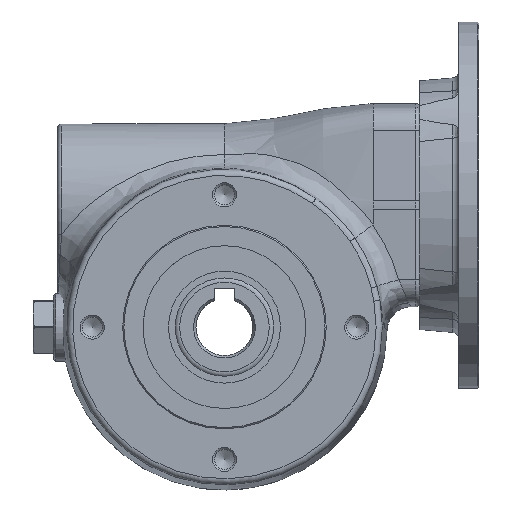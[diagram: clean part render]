
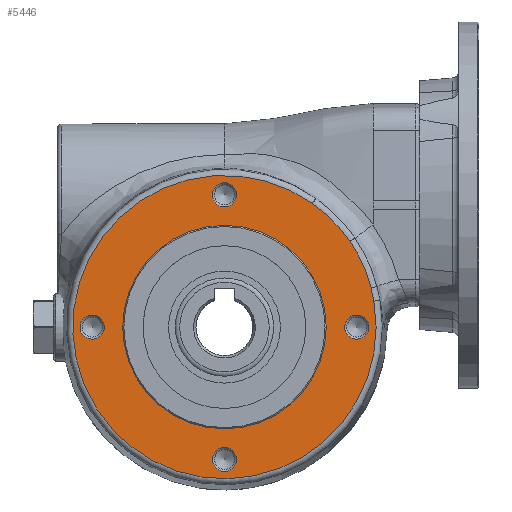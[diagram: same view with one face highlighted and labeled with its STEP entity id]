
A CAD part, top view. The second image highlights one B-rep face of the part: STEP entity #5446.
In plain terms, the highlighted planar face has unit normal (0, 0, 1).
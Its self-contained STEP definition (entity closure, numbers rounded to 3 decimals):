
#176=(
BOUNDED_CURVE()
B_SPLINE_CURVE(3,(#8243,#8244,#8245,#8246,#8247,#8248,#8249,#8250,#8251,
#8252,#8253,#8254,#8255,#8256,#8257,#8258,#8259,#8260,#8261,#8262,#8263,
#8264,#8265,#8266,#8267,#8268,#8269,#8270,#8271,#8272,#8273,#8274,#8275,
#8276,#8277,#8278,#8279,#8280,#8281,#8282),.UNSPECIFIED.,.F.,.F.)
B_SPLINE_CURVE_WITH_KNOTS((4,2,2,1,2,2,1,2,2,2,2,2,2,2,1,2,2,2,1,2,2,4),
(0.,0.001,0.002,0.003,0.004,
0.004,0.005,0.005,0.006,
0.006,0.007,0.007,0.007,
0.007,0.008,0.009,0.009,
0.01,0.011,0.012,0.012,
0.013),.UNSPECIFIED.)
CURVE()
GEOMETRIC_REPRESENTATION_ITEM()
RATIONAL_B_SPLINE_CURVE((1.,1.,1.,1.,1.,1.,1.,1.,1.,1.,1.,1.,1.,1.,1.,1.,
1.,1.,1.,1.,1.,1.,1.,1.,1.,1.,1.,1.,1.,1.,1.,1.,1.,1.,1.,1.,1.,1.,1.,1.))
REPRESENTATION_ITEM('')
);
#191=(
BOUNDED_CURVE()
B_SPLINE_CURVE(3,(#11038,#11039,#11040,#11041,#11042,#11043,#11044,#11045,
#11046,#11047,#11048),.UNSPECIFIED.,.F.,.F.)
B_SPLINE_CURVE_WITH_KNOTS((4,2,2,1,1,1,4),(0.,0.001,0.002,
0.002,0.002,0.003,0.003),
 .UNSPECIFIED.)
CURVE()
GEOMETRIC_REPRESENTATION_ITEM()
RATIONAL_B_SPLINE_CURVE((1.,1.,1.,1.,1.,1.,1.,1.,1.,1.,1.))
REPRESENTATION_ITEM('')
);
#192=(
BOUNDED_CURVE()
B_SPLINE_CURVE(3,(#11050,#11051,#11052,#11053,#11054,#11055,#11056,#11057,
#11058,#11059,#11060,#11061,#11062,#11063,#11064,#11065,#11066,#11067,#11068,
#11069,#11070,#11071),.UNSPECIFIED.,.F.,.F.)
B_SPLINE_CURVE_WITH_KNOTS((4,2,2,2,2,2,1,2,2,2,1,4),(0.,0.001,
0.002,0.003,0.004,0.005,
0.006,0.008,0.009,0.009,
0.011,0.013),.UNSPECIFIED.)
CURVE()
GEOMETRIC_REPRESENTATION_ITEM()
RATIONAL_B_SPLINE_CURVE((1.,1.,1.,1.,1.,1.,1.,1.,1.,1.,1.,1.,1.,1.,1.,1.,
1.,1.,1.,1.,1.,1.))
REPRESENTATION_ITEM('')
);
#537=CIRCLE('',#5828,37.254);
#538=CIRCLE('',#5829,2.959);
#539=CIRCLE('',#5830,2.959);
#540=CIRCLE('',#5831,2.959);
#541=CIRCLE('',#5832,2.959);
#542=CIRCLE('',#5833,25.);
#1112=ORIENTED_EDGE('',*,*,#1913,.T.);
#1113=ORIENTED_EDGE('',*,*,#2095,.T.);
#1114=ORIENTED_EDGE('',*,*,#2096,.T.);
#1115=ORIENTED_EDGE('',*,*,#2097,.T.);
#1116=ORIENTED_EDGE('',*,*,#2098,.T.);
#1117=ORIENTED_EDGE('',*,*,#2099,.T.);
#1118=ORIENTED_EDGE('',*,*,#2100,.T.);
#1119=ORIENTED_EDGE('',*,*,#2101,.T.);
#1120=ORIENTED_EDGE('',*,*,#2102,.T.);
#1913=EDGE_CURVE('',#2479,#2478,#176,.T.);
#2095=EDGE_CURVE('',#2478,#2606,#537,.T.);
#2096=EDGE_CURVE('',#2606,#2607,#191,.T.);
#2097=EDGE_CURVE('',#2607,#2479,#192,.T.);
#2098=EDGE_CURVE('',#2608,#2608,#538,.T.);
#2099=EDGE_CURVE('',#2609,#2609,#539,.T.);
#2100=EDGE_CURVE('',#2610,#2610,#540,.T.);
#2101=EDGE_CURVE('',#2611,#2611,#541,.T.);
#2102=EDGE_CURVE('',#2612,#2612,#542,.T.);
#2478=VERTEX_POINT('',#8242);
#2479=VERTEX_POINT('',#8283);
#2606=VERTEX_POINT('',#11037);
#2607=VERTEX_POINT('',#11049);
#2608=VERTEX_POINT('',#11073);
#2609=VERTEX_POINT('',#11075);
#2610=VERTEX_POINT('',#11077);
#2611=VERTEX_POINT('',#11079);
#2612=VERTEX_POINT('',#11081);
#3241=EDGE_LOOP('',(#1112,#1113,#1114,#1115));
#3242=EDGE_LOOP('',(#1116));
#3243=EDGE_LOOP('',(#1117));
#3244=EDGE_LOOP('',(#1118));
#3245=EDGE_LOOP('',(#1119));
#3246=EDGE_LOOP('',(#1120));
#3660=FACE_BOUND('',#3241,.T.);
#3661=FACE_BOUND('',#3242,.T.);
#3662=FACE_BOUND('',#3243,.T.);
#3663=FACE_BOUND('',#3244,.T.);
#3664=FACE_BOUND('',#3245,.T.);
#3665=FACE_BOUND('',#3246,.T.);
#3981=PLANE('',#5827);
#5446=ADVANCED_FACE('',(#3660,#3661,#3662,#3663,#3664,#3665),#3981,.F.);
#5827=AXIS2_PLACEMENT_3D('',#11035,#6576,#6577);
#5828=AXIS2_PLACEMENT_3D('',#11036,#6578,#6579);
#5829=AXIS2_PLACEMENT_3D('',#11072,#6580,#6581);
#5830=AXIS2_PLACEMENT_3D('',#11074,#6582,#6583);
#5831=AXIS2_PLACEMENT_3D('',#11076,#6584,#6585);
#5832=AXIS2_PLACEMENT_3D('',#11078,#6586,#6587);
#5833=AXIS2_PLACEMENT_3D('',#11080,#6588,#6589);
#6576=DIRECTION('',(0.,0.,-1.));
#6577=DIRECTION('',(0.,-1.,0.));
#6578=DIRECTION('',(0.,0.,1.));
#6579=DIRECTION('',(0.,-1.,0.));
#6580=DIRECTION('',(0.,0.,-1.));
#6581=DIRECTION('',(0.,-1.,0.));
#6582=DIRECTION('',(0.,0.,-1.));
#6583=DIRECTION('',(0.,-1.,0.));
#6584=DIRECTION('',(0.,0.,-1.));
#6585=DIRECTION('',(0.,-1.,0.));
#6586=DIRECTION('',(0.,0.,-1.));
#6587=DIRECTION('',(0.,-1.,0.));
#6588=DIRECTION('',(0.,0.,-1.));
#6589=DIRECTION('',(0.,-1.,0.));
#8242=CARTESIAN_POINT('',(21.589,30.361,30.));
#8243=CARTESIAN_POINT('',(30.895,21.066,30.));
#8244=CARTESIAN_POINT('',(30.741,21.296,30.));
#8245=CARTESIAN_POINT('',(30.585,21.524,30.));
#8246=CARTESIAN_POINT('',(30.264,21.973,30.));
#8247=CARTESIAN_POINT('',(30.101,22.195,30.));
#8248=CARTESIAN_POINT('',(29.601,22.852,30.));
#8249=CARTESIAN_POINT('',(29.083,23.495,30.));
#8250=CARTESIAN_POINT('',(28.543,24.119,30.));
#8251=CARTESIAN_POINT('',(28.315,24.376,30.));
#8252=CARTESIAN_POINT('',(28.269,24.427,30.));
#8253=CARTESIAN_POINT('',(28.177,24.53,30.));
#8254=CARTESIAN_POINT('',(28.039,24.683,30.));
#8255=CARTESIAN_POINT('',(27.899,24.835,30.));
#8256=CARTESIAN_POINT('',(27.618,25.138,30.));
#8257=CARTESIAN_POINT('',(27.428,25.338,30.));
#8258=CARTESIAN_POINT('',(27.139,25.635,30.));
#8259=CARTESIAN_POINT('',(27.042,25.733,30.));
#8260=CARTESIAN_POINT('',(26.848,25.929,30.));
#8261=CARTESIAN_POINT('',(26.75,26.027,30.));
#8262=CARTESIAN_POINT('',(26.554,26.221,30.));
#8263=CARTESIAN_POINT('',(26.456,26.317,30.));
#8264=CARTESIAN_POINT('',(26.307,26.461,30.));
#8265=CARTESIAN_POINT('',(26.257,26.509,30.));
#8266=CARTESIAN_POINT('',(26.158,26.604,30.));
#8267=CARTESIAN_POINT('',(26.108,26.652,30.));
#8268=CARTESIAN_POINT('',(25.858,26.888,30.));
#8269=CARTESIAN_POINT('',(25.453,27.262,30.));
#8270=CARTESIAN_POINT('',(25.042,27.628,30.));
#8271=CARTESIAN_POINT('',(24.731,27.899,30.));
#8272=CARTESIAN_POINT('',(24.627,27.989,30.));
#8273=CARTESIAN_POINT('',(24.417,28.167,30.));
#8274=CARTESIAN_POINT('',(24.312,28.256,30.));
#8275=CARTESIAN_POINT('',(23.996,28.52,30.));
#8276=CARTESIAN_POINT('',(23.57,28.869,30.));
#8277=CARTESIAN_POINT('',(23.137,29.209,30.));
#8278=CARTESIAN_POINT('',(22.701,29.545,30.));
#8279=CARTESIAN_POINT('',(22.481,29.711,30.));
#8280=CARTESIAN_POINT('',(22.037,30.039,30.));
#8281=CARTESIAN_POINT('',(21.814,30.201,30.));
#8282=CARTESIAN_POINT('',(21.589,30.361,30.));
#8283=CARTESIAN_POINT('',(30.895,21.066,30.));
#11035=CARTESIAN_POINT('',(0.,25.,30.));
#11036=CARTESIAN_POINT('',(0.,0.,30.));
#11037=CARTESIAN_POINT('',(36.702,6.388,30.));
#11038=CARTESIAN_POINT('',(36.702,6.388,30.));
#11039=CARTESIAN_POINT('',(36.656,6.658,30.));
#11040=CARTESIAN_POINT('',(36.608,6.927,30.));
#11041=CARTESIAN_POINT('',(36.51,7.465,30.));
#11042=CARTESIAN_POINT('',(36.459,7.734,30.));
#11043=CARTESIAN_POINT('',(36.378,8.136,30.));
#11044=CARTESIAN_POINT('',(36.323,8.404,30.));
#11045=CARTESIAN_POINT('',(36.234,8.804,30.));
#11046=CARTESIAN_POINT('',(36.141,9.204,30.));
#11047=CARTESIAN_POINT('',(36.074,9.469,30.));
#11048=CARTESIAN_POINT('',(36.04,9.602,30.));
#11049=CARTESIAN_POINT('',(36.04,9.602,30.));
#11050=CARTESIAN_POINT('',(36.04,9.602,30.));
#11051=CARTESIAN_POINT('',(35.974,9.857,30.));
#11052=CARTESIAN_POINT('',(35.905,10.111,30.));
#11053=CARTESIAN_POINT('',(35.762,10.617,30.));
#11054=CARTESIAN_POINT('',(35.688,10.87,30.));
#11055=CARTESIAN_POINT('',(35.458,11.625,30.));
#11056=CARTESIAN_POINT('',(35.294,12.124,30.));
#11057=CARTESIAN_POINT('',(35.032,12.868,30.));
#11058=CARTESIAN_POINT('',(34.942,13.115,30.));
#11059=CARTESIAN_POINT('',(34.757,13.608,30.));
#11060=CARTESIAN_POINT('',(34.662,13.853,30.));
#11061=CARTESIAN_POINT('',(34.369,14.586,30.));
#11062=CARTESIAN_POINT('',(33.958,15.555,30.));
#11063=CARTESIAN_POINT('',(33.507,16.505,30.));
#11064=CARTESIAN_POINT('',(33.154,17.21,30.));
#11065=CARTESIAN_POINT('',(33.034,17.444,30.));
#11066=CARTESIAN_POINT('',(32.788,17.91,30.));
#11067=CARTESIAN_POINT('',(32.663,18.142,30.));
#11068=CARTESIAN_POINT('',(32.281,18.832,30.));
#11069=CARTESIAN_POINT('',(31.752,19.741,30.));
#11070=CARTESIAN_POINT('',(31.187,20.628,30.));
#11071=CARTESIAN_POINT('',(30.895,21.066,30.));
#11072=CARTESIAN_POINT('',(0.,-32.5,30.));
#11073=CARTESIAN_POINT('',(0.,-35.459,30.));
#11074=CARTESIAN_POINT('',(32.5,0.,30.));
#11075=CARTESIAN_POINT('',(32.5,-2.959,30.));
#11076=CARTESIAN_POINT('',(0.,32.5,30.));
#11077=CARTESIAN_POINT('',(0.,29.542,30.));
#11078=CARTESIAN_POINT('',(-32.5,0.,30.));
#11079=CARTESIAN_POINT('',(-32.5,-2.958,30.));
#11080=CARTESIAN_POINT('',(0.,0.,30.));
#11081=CARTESIAN_POINT('',(0.,-25.,30.));
